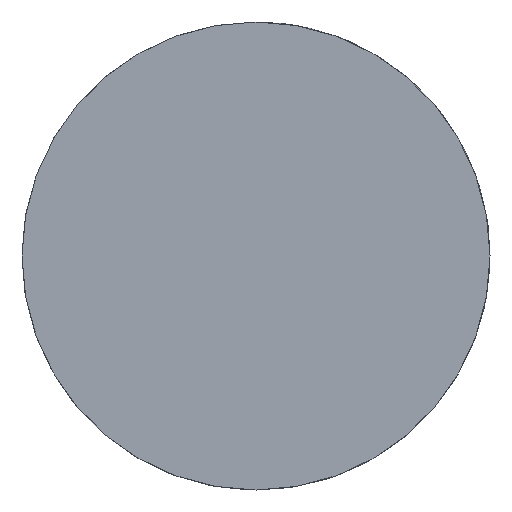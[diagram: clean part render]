
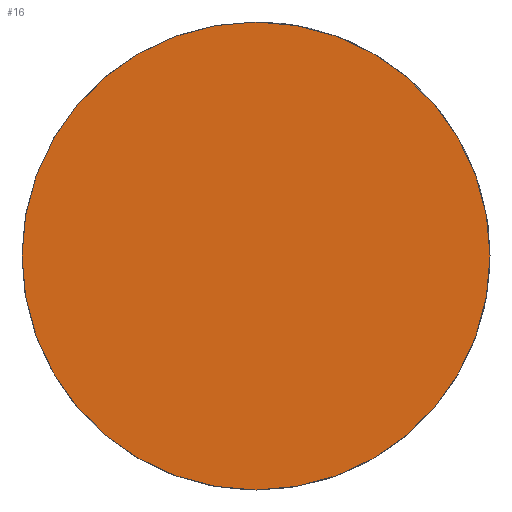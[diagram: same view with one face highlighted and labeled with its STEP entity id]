
A CAD part, left-side view. The second image highlights one B-rep face of the part: STEP entity #16.
In plain terms, the highlighted planar face has unit normal (-1, 0, 0).
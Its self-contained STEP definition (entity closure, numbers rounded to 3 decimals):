
#16 = ADVANCED_FACE ( 'NONE', ( #159 ), #133, .F. ) ;
#20 = DIRECTION ( 'NONE',  ( 0., 0., -1. ) ) ;
#59 = VERTEX_POINT ( 'NONE', #156 ) ;
#75 = DIRECTION ( 'NONE',  ( 1., 0., 0. ) ) ;
#77 = EDGE_CURVE ( 'NONE', #59, #59, #153, .T. ) ;
#85 = EDGE_LOOP ( 'NONE', ( #176 ) ) ;
#133 = PLANE ( 'NONE',  #187 ) ;
#135 = DIRECTION ( 'NONE',  ( 1., 0., 0. ) ) ;
#153 = CIRCLE ( 'NONE', #216, 12.5 ) ;
#156 = CARTESIAN_POINT ( 'NONE',  ( 0., 0., -12.5 ) ) ;
#159 = FACE_OUTER_BOUND ( 'NONE', #85, .T. ) ;
#176 = ORIENTED_EDGE ( 'NONE', *, *, #77, .F. ) ;
#182 = CARTESIAN_POINT ( 'NONE',  ( 0., 0., 0. ) ) ;
#187 = AXIS2_PLACEMENT_3D ( 'NONE', #214, #135, #199 ) ;
#199 = DIRECTION ( 'NONE',  ( 0., 0., -1. ) ) ;
#214 = CARTESIAN_POINT ( 'NONE',  ( 0., 0., 0. ) ) ;
#216 = AXIS2_PLACEMENT_3D ( 'NONE', #182, #75, #20 ) ;
